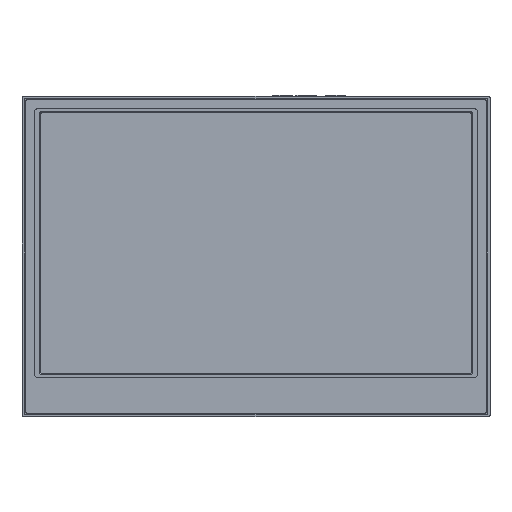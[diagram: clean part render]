
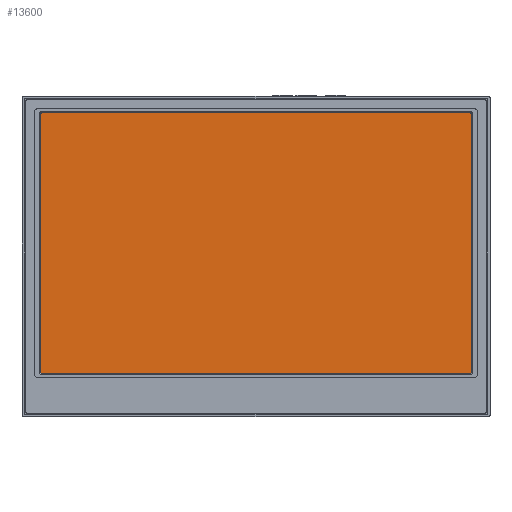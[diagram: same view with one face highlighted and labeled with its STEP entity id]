
A CAD part, top view. The second image highlights one B-rep face of the part: STEP entity #13600.
In plain terms, the highlighted planar face has unit normal (0, 0, 1).
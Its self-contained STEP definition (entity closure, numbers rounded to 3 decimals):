
#13390=DIRECTION('',(0.,-1.,0.));
#13391=VECTOR('',#13390,98.8);
#13392=CARTESIAN_POINT('',(-82.1,114.6,2.6));
#13393=LINE('',#13392,#13391);
#13397=DIRECTION('',(-1.,0.,0.));
#13398=VECTOR('',#13397,164.2);
#13399=CARTESIAN_POINT('',(82.1,114.6,2.6));
#13400=LINE('',#13399,#13398);
#13404=DIRECTION('',(0.,1.,0.));
#13405=VECTOR('',#13404,98.8);
#13406=CARTESIAN_POINT('',(82.1,15.8,2.6));
#13407=LINE('',#13406,#13405);
#13411=DIRECTION('',(1.,0.,0.));
#13412=VECTOR('',#13411,164.2);
#13413=CARTESIAN_POINT('',(-82.1,15.8,2.6));
#13414=LINE('',#13413,#13412);
#13448=CARTESIAN_POINT('',(-82.1,114.6,2.6));
#13449=CARTESIAN_POINT('',(-82.1,15.8,2.6));
#13450=VERTEX_POINT('',#13448);
#13451=VERTEX_POINT('',#13449);
#13452=CARTESIAN_POINT('',(82.1,15.8,2.6));
#13453=VERTEX_POINT('',#13452);
#13454=CARTESIAN_POINT('',(82.1,114.6,2.6));
#13455=VERTEX_POINT('',#13454);
#13587=CARTESIAN_POINT('',(87.1,0.,2.6));
#13588=DIRECTION('',(0.,0.,1.));
#13589=DIRECTION('',(1.,0.,0.));
#13590=AXIS2_PLACEMENT_3D('',#13587,#13588,#13589);
#13591=PLANE('',#13590);
#13592=ORIENTED_EDGE('',*,*,#13580,.F.);
#13593=ORIENTED_EDGE('',*,*,#13473,.F.);
#13595=ORIENTED_EDGE('',*,*,#13594,.F.);
#13597=ORIENTED_EDGE('',*,*,#13596,.F.);
#13598=EDGE_LOOP('',(#13592,#13593,#13595,#13597));
#13599=FACE_OUTER_BOUND('',#13598,.F.);
#13600=ADVANCED_FACE('',(#13599),#13591,.T.);
#13473=EDGE_CURVE('',#13455,#13450,#13400,.T.);
#13580=EDGE_CURVE('',#13450,#13451,#13393,.T.);
#13594=EDGE_CURVE('',#13453,#13455,#13407,.T.);
#13596=EDGE_CURVE('',#13451,#13453,#13414,.T.);
